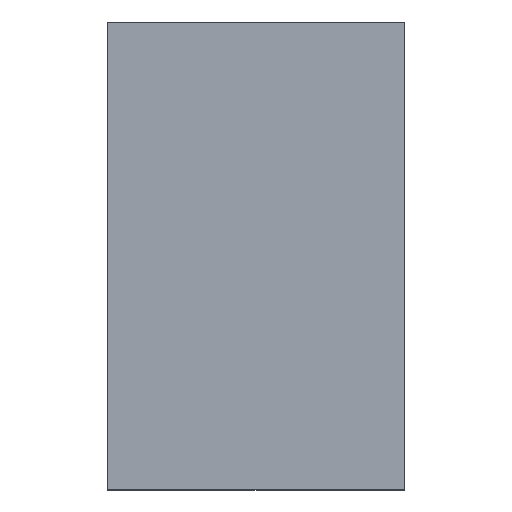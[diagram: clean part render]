
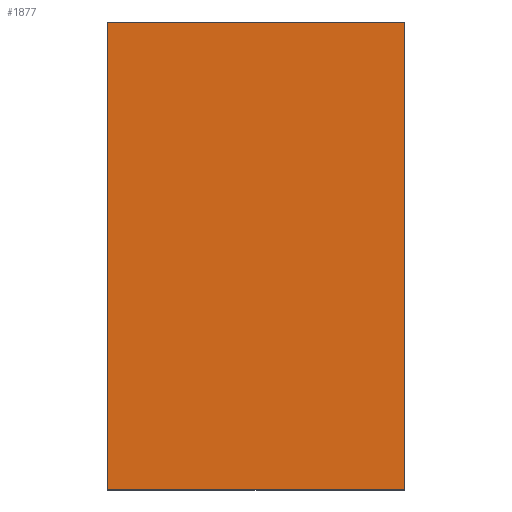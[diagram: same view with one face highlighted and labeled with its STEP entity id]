
A CAD part, top view. The second image highlights one B-rep face of the part: STEP entity #1877.
In plain terms, the highlighted planar face has unit normal (0, 0, 1).
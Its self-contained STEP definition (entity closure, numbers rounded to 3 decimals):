
#268 = PLANE('',#269);
#269 = AXIS2_PLACEMENT_3D('',#270,#271,#272);
#270 = CARTESIAN_POINT('',(-8.065,-10.79,0.));
#271 = DIRECTION('',(0.,1.,0.));
#272 = DIRECTION('',(1.,0.,0.));
#747 = VERTEX_POINT('',#748);
#748 = CARTESIAN_POINT('',(-8.065,-10.79,13.97));
#762 = PLANE('',#763);
#763 = AXIS2_PLACEMENT_3D('',#764,#765,#766);
#764 = CARTESIAN_POINT('',(-8.065,14.61,0.));
#765 = DIRECTION('',(1.,0.,0.));
#766 = DIRECTION('',(0.,-1.,0.));
#774 = EDGE_CURVE('',#747,#775,#777,.T.);
#775 = VERTEX_POINT('',#776);
#776 = CARTESIAN_POINT('',(8.065,-10.79,13.97));
#777 = SURFACE_CURVE('',#778,(#782,#789),.PCURVE_S1.);
#778 = LINE('',#779,#780);
#779 = CARTESIAN_POINT('',(-8.065,-10.79,13.97));
#780 = VECTOR('',#781,1.);
#781 = DIRECTION('',(1.,0.,0.));
#782 = PCURVE('',#268,#783);
#783 = DEFINITIONAL_REPRESENTATION('',(#784),#788);
#784 = LINE('',#785,#786);
#785 = CARTESIAN_POINT('',(0.,-13.97));
#786 = VECTOR('',#787,1.);
#787 = DIRECTION('',(1.,0.));
#788 = ( GEOMETRIC_REPRESENTATION_CONTEXT(2) 
PARAMETRIC_REPRESENTATION_CONTEXT() REPRESENTATION_CONTEXT('2D SPACE',''
  ) );
#789 = PCURVE('',#790,#795);
#790 = PLANE('',#791);
#791 = AXIS2_PLACEMENT_3D('',#792,#793,#794);
#792 = CARTESIAN_POINT('',(8.065,14.61,13.97));
#793 = DIRECTION('',(0.,0.,-1.));
#794 = DIRECTION('',(-1.,0.,0.));
#795 = DEFINITIONAL_REPRESENTATION('',(#796),#800);
#796 = LINE('',#797,#798);
#797 = CARTESIAN_POINT('',(16.13,-25.4));
#798 = VECTOR('',#799,1.);
#799 = DIRECTION('',(-1.,0.));
#800 = ( GEOMETRIC_REPRESENTATION_CONTEXT(2) 
PARAMETRIC_REPRESENTATION_CONTEXT() REPRESENTATION_CONTEXT('2D SPACE',''
  ) );
#818 = PLANE('',#819);
#819 = AXIS2_PLACEMENT_3D('',#820,#821,#822);
#820 = CARTESIAN_POINT('',(8.065,-10.79,0.));
#821 = DIRECTION('',(-1.,0.,0.));
#822 = DIRECTION('',(0.,1.,0.));
#1596 = VERTEX_POINT('',#1597);
#1597 = CARTESIAN_POINT('',(-8.065,14.61,13.97));
#1611 = PLANE('',#1612);
#1612 = AXIS2_PLACEMENT_3D('',#1613,#1614,#1615);
#1613 = CARTESIAN_POINT('',(8.065,14.61,0.));
#1614 = DIRECTION('',(0.,-1.,0.));
#1615 = DIRECTION('',(-1.,0.,0.));
#1623 = EDGE_CURVE('',#1596,#747,#1624,.T.);
#1624 = SURFACE_CURVE('',#1625,(#1629,#1636),.PCURVE_S1.);
#1625 = LINE('',#1626,#1627);
#1626 = CARTESIAN_POINT('',(-8.065,14.61,13.97));
#1627 = VECTOR('',#1628,1.);
#1628 = DIRECTION('',(0.,-1.,0.));
#1629 = PCURVE('',#762,#1630);
#1630 = DEFINITIONAL_REPRESENTATION('',(#1631),#1635);
#1631 = LINE('',#1632,#1633);
#1632 = CARTESIAN_POINT('',(0.,-13.97));
#1633 = VECTOR('',#1634,1.);
#1634 = DIRECTION('',(1.,0.));
#1635 = ( GEOMETRIC_REPRESENTATION_CONTEXT(2) 
PARAMETRIC_REPRESENTATION_CONTEXT() REPRESENTATION_CONTEXT('2D SPACE',''
  ) );
#1636 = PCURVE('',#790,#1637);
#1637 = DEFINITIONAL_REPRESENTATION('',(#1638),#1642);
#1638 = LINE('',#1639,#1640);
#1639 = CARTESIAN_POINT('',(16.13,0.));
#1640 = VECTOR('',#1641,1.);
#1641 = DIRECTION('',(0.,-1.));
#1642 = ( GEOMETRIC_REPRESENTATION_CONTEXT(2) 
PARAMETRIC_REPRESENTATION_CONTEXT() REPRESENTATION_CONTEXT('2D SPACE',''
  ) );
#1877 = ADVANCED_FACE('',(#1878),#790,.F.);
#1878 = FACE_BOUND('',#1879,.T.);
#1879 = EDGE_LOOP('',(#1880,#1903,#1904,#1905));
#1880 = ORIENTED_EDGE('',*,*,#1881,.T.);
#1881 = EDGE_CURVE('',#1882,#1596,#1884,.T.);
#1882 = VERTEX_POINT('',#1883);
#1883 = CARTESIAN_POINT('',(8.065,14.61,13.97));
#1884 = SURFACE_CURVE('',#1885,(#1889,#1896),.PCURVE_S1.);
#1885 = LINE('',#1886,#1887);
#1886 = CARTESIAN_POINT('',(8.065,14.61,13.97));
#1887 = VECTOR('',#1888,1.);
#1888 = DIRECTION('',(-1.,0.,0.));
#1889 = PCURVE('',#790,#1890);
#1890 = DEFINITIONAL_REPRESENTATION('',(#1891),#1895);
#1891 = LINE('',#1892,#1893);
#1892 = CARTESIAN_POINT('',(0.,0.));
#1893 = VECTOR('',#1894,1.);
#1894 = DIRECTION('',(1.,0.));
#1895 = ( GEOMETRIC_REPRESENTATION_CONTEXT(2) 
PARAMETRIC_REPRESENTATION_CONTEXT() REPRESENTATION_CONTEXT('2D SPACE',''
  ) );
#1896 = PCURVE('',#1611,#1897);
#1897 = DEFINITIONAL_REPRESENTATION('',(#1898),#1902);
#1898 = LINE('',#1899,#1900);
#1899 = CARTESIAN_POINT('',(0.,-13.97));
#1900 = VECTOR('',#1901,1.);
#1901 = DIRECTION('',(1.,0.));
#1902 = ( GEOMETRIC_REPRESENTATION_CONTEXT(2) 
PARAMETRIC_REPRESENTATION_CONTEXT() REPRESENTATION_CONTEXT('2D SPACE',''
  ) );
#1903 = ORIENTED_EDGE('',*,*,#1623,.T.);
#1904 = ORIENTED_EDGE('',*,*,#774,.T.);
#1905 = ORIENTED_EDGE('',*,*,#1906,.T.);
#1906 = EDGE_CURVE('',#775,#1882,#1907,.T.);
#1907 = SURFACE_CURVE('',#1908,(#1912,#1919),.PCURVE_S1.);
#1908 = LINE('',#1909,#1910);
#1909 = CARTESIAN_POINT('',(8.065,-10.79,13.97));
#1910 = VECTOR('',#1911,1.);
#1911 = DIRECTION('',(0.,1.,0.));
#1912 = PCURVE('',#790,#1913);
#1913 = DEFINITIONAL_REPRESENTATION('',(#1914),#1918);
#1914 = LINE('',#1915,#1916);
#1915 = CARTESIAN_POINT('',(0.,-25.4));
#1916 = VECTOR('',#1917,1.);
#1917 = DIRECTION('',(0.,1.));
#1918 = ( GEOMETRIC_REPRESENTATION_CONTEXT(2) 
PARAMETRIC_REPRESENTATION_CONTEXT() REPRESENTATION_CONTEXT('2D SPACE',''
  ) );
#1919 = PCURVE('',#818,#1920);
#1920 = DEFINITIONAL_REPRESENTATION('',(#1921),#1925);
#1921 = LINE('',#1922,#1923);
#1922 = CARTESIAN_POINT('',(0.,-13.97));
#1923 = VECTOR('',#1924,1.);
#1924 = DIRECTION('',(1.,0.));
#1925 = ( GEOMETRIC_REPRESENTATION_CONTEXT(2) 
PARAMETRIC_REPRESENTATION_CONTEXT() REPRESENTATION_CONTEXT('2D SPACE',''
  ) );
